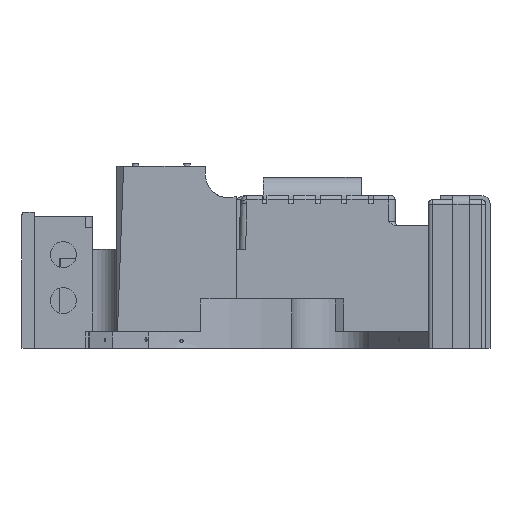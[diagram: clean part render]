
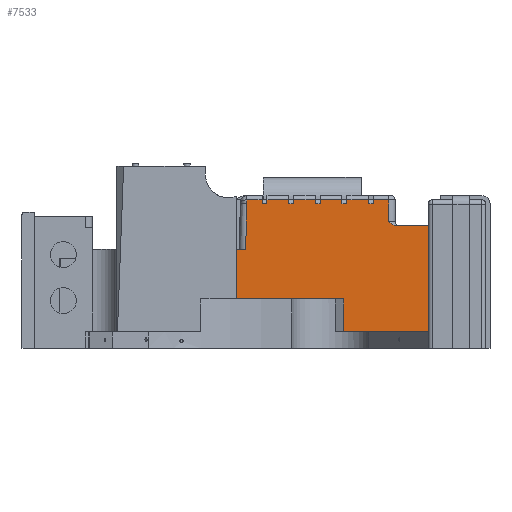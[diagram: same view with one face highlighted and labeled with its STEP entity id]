
A CAD part, front view. The second image highlights one B-rep face of the part: STEP entity #7533.
In plain terms, the highlighted planar face has unit normal (0, -1, 0).
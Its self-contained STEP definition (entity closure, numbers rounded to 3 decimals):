
#74=B_SPLINE_CURVE_WITH_KNOTS('',3,(#11281,#11282,#11283,#11284,#11285,
#11286,#11287,#11288),.UNSPECIFIED.,.F.,.F.,(4,2,2,4),(-0.003,
0.,0.496,0.748),.UNSPECIFIED.);
#279=PLANE('',#8013);
#574=FACE_OUTER_BOUND('',#1005,.T.);
#1005=EDGE_LOOP('',(#5598,#5599,#5600,#5601,#5602,#5603,#5604,#5605,#5606,
#5607,#5608,#5609,#5610,#5611,#5612,#5613,#5614,#5615,#5616,#5617,#5618,
#5619,#5620,#5621,#5622,#5623,#5624,#5625,#5626,#5627,#5628,#5629,#5630));
#1544=LINE('',#11054,#2359);
#1550=LINE('',#11071,#2365);
#1561=LINE('',#11370,#2376);
#1565=LINE('',#11401,#2380);
#1629=LINE('',#12666,#2444);
#1632=LINE('',#12736,#2447);
#1633=LINE('',#12738,#2448);
#1634=LINE('',#12740,#2449);
#1635=LINE('',#12742,#2450);
#1636=LINE('',#12744,#2451);
#1637=LINE('',#12746,#2452);
#1638=LINE('',#12748,#2453);
#1639=LINE('',#12750,#2454);
#1640=LINE('',#12752,#2455);
#1641=LINE('',#12754,#2456);
#1642=LINE('',#12756,#2457);
#1643=LINE('',#12758,#2458);
#1644=LINE('',#12760,#2459);
#1645=LINE('',#12762,#2460);
#1646=LINE('',#12764,#2461);
#1647=LINE('',#12766,#2462);
#1648=LINE('',#12768,#2463);
#1649=LINE('',#12770,#2464);
#1650=LINE('',#12772,#2465);
#1651=LINE('',#12774,#2466);
#1652=LINE('',#12776,#2467);
#1653=LINE('',#12778,#2468);
#1654=LINE('',#12780,#2469);
#1655=LINE('',#12781,#2470);
#1656=LINE('',#12783,#2471);
#1657=LINE('',#12785,#2472);
#1658=LINE('',#12786,#2473);
#2359=VECTOR('',#8829,10.);
#2365=VECTOR('',#8843,10.);
#2376=VECTOR('',#8894,10.);
#2380=VECTOR('',#8900,10.);
#2444=VECTOR('',#8992,10.);
#2447=VECTOR('',#9003,10.);
#2448=VECTOR('',#9004,10.);
#2449=VECTOR('',#9005,10.);
#2450=VECTOR('',#9006,10.);
#2451=VECTOR('',#9007,10.);
#2452=VECTOR('',#9008,10.);
#2453=VECTOR('',#9009,10.);
#2454=VECTOR('',#9010,10.);
#2455=VECTOR('',#9011,10.);
#2456=VECTOR('',#9012,10.);
#2457=VECTOR('',#9013,10.);
#2458=VECTOR('',#9014,10.);
#2459=VECTOR('',#9015,10.);
#2460=VECTOR('',#9016,10.);
#2461=VECTOR('',#9017,10.);
#2462=VECTOR('',#9018,10.);
#2463=VECTOR('',#9019,10.);
#2464=VECTOR('',#9020,10.);
#2465=VECTOR('',#9021,10.);
#2466=VECTOR('',#9022,10.);
#2467=VECTOR('',#9023,10.);
#2468=VECTOR('',#9024,10.);
#2469=VECTOR('',#9025,10.);
#2470=VECTOR('',#9026,10.);
#2471=VECTOR('',#9027,10.);
#2472=VECTOR('',#9028,10.);
#2473=VECTOR('',#9029,10.);
#3387=VERTEX_POINT('',#11051);
#3388=VERTEX_POINT('',#11053);
#3395=VERTEX_POINT('',#11069);
#3418=VERTEX_POINT('',#11279);
#3419=VERTEX_POINT('',#11280);
#3423=VERTEX_POINT('',#11369);
#3427=VERTEX_POINT('',#11390);
#3510=VERTEX_POINT('',#12664);
#3513=VERTEX_POINT('',#12735);
#3514=VERTEX_POINT('',#12737);
#3515=VERTEX_POINT('',#12739);
#3516=VERTEX_POINT('',#12741);
#3517=VERTEX_POINT('',#12743);
#3518=VERTEX_POINT('',#12745);
#3519=VERTEX_POINT('',#12747);
#3520=VERTEX_POINT('',#12749);
#3521=VERTEX_POINT('',#12751);
#3522=VERTEX_POINT('',#12753);
#3523=VERTEX_POINT('',#12755);
#3524=VERTEX_POINT('',#12757);
#3525=VERTEX_POINT('',#12759);
#3526=VERTEX_POINT('',#12761);
#3527=VERTEX_POINT('',#12763);
#3528=VERTEX_POINT('',#12765);
#3529=VERTEX_POINT('',#12767);
#3530=VERTEX_POINT('',#12769);
#3531=VERTEX_POINT('',#12771);
#3532=VERTEX_POINT('',#12773);
#3533=VERTEX_POINT('',#12775);
#3534=VERTEX_POINT('',#12777);
#3535=VERTEX_POINT('',#12779);
#3536=VERTEX_POINT('',#12782);
#3537=VERTEX_POINT('',#12784);
#4172=EDGE_CURVE('',#3388,#3387,#1544,.T.);
#4181=EDGE_CURVE('',#3395,#3387,#1550,.T.);
#4210=EDGE_CURVE('',#3418,#3419,#74,.T.);
#4219=EDGE_CURVE('',#3423,#3419,#1561,.T.);
#4225=EDGE_CURVE('',#3427,#3418,#1565,.T.);
#4320=EDGE_CURVE('',#3510,#3427,#1629,.T.);
#4326=EDGE_CURVE('',#3513,#3510,#1632,.T.);
#4327=EDGE_CURVE('',#3514,#3513,#1633,.T.);
#4328=EDGE_CURVE('',#3514,#3515,#1634,.T.);
#4329=EDGE_CURVE('',#3516,#3515,#1635,.T.);
#4330=EDGE_CURVE('',#3517,#3516,#1636,.T.);
#4331=EDGE_CURVE('',#3518,#3517,#1637,.T.);
#4332=EDGE_CURVE('',#3518,#3519,#1638,.T.);
#4333=EDGE_CURVE('',#3520,#3519,#1639,.T.);
#4334=EDGE_CURVE('',#3521,#3520,#1640,.T.);
#4335=EDGE_CURVE('',#3522,#3521,#1641,.T.);
#4336=EDGE_CURVE('',#3522,#3523,#1642,.T.);
#4337=EDGE_CURVE('',#3524,#3523,#1643,.T.);
#4338=EDGE_CURVE('',#3525,#3524,#1644,.T.);
#4339=EDGE_CURVE('',#3526,#3525,#1645,.T.);
#4340=EDGE_CURVE('',#3526,#3527,#1646,.T.);
#4341=EDGE_CURVE('',#3528,#3527,#1647,.T.);
#4342=EDGE_CURVE('',#3529,#3528,#1648,.T.);
#4343=EDGE_CURVE('',#3530,#3529,#1649,.T.);
#4344=EDGE_CURVE('',#3530,#3531,#1650,.T.);
#4345=EDGE_CURVE('',#3532,#3531,#1651,.T.);
#4346=EDGE_CURVE('',#3533,#3532,#1652,.T.);
#4347=EDGE_CURVE('',#3534,#3533,#1653,.T.);
#4348=EDGE_CURVE('',#3535,#3534,#1654,.T.);
#4349=EDGE_CURVE('',#3388,#3535,#1655,.T.);
#4350=EDGE_CURVE('',#3536,#3395,#1656,.T.);
#4351=EDGE_CURVE('',#3536,#3537,#1657,.T.);
#4352=EDGE_CURVE('',#3537,#3423,#1658,.T.);
#5598=ORIENTED_EDGE('',*,*,#4320,.F.);
#5599=ORIENTED_EDGE('',*,*,#4326,.F.);
#5600=ORIENTED_EDGE('',*,*,#4327,.F.);
#5601=ORIENTED_EDGE('',*,*,#4328,.T.);
#5602=ORIENTED_EDGE('',*,*,#4329,.F.);
#5603=ORIENTED_EDGE('',*,*,#4330,.F.);
#5604=ORIENTED_EDGE('',*,*,#4331,.F.);
#5605=ORIENTED_EDGE('',*,*,#4332,.T.);
#5606=ORIENTED_EDGE('',*,*,#4333,.F.);
#5607=ORIENTED_EDGE('',*,*,#4334,.F.);
#5608=ORIENTED_EDGE('',*,*,#4335,.F.);
#5609=ORIENTED_EDGE('',*,*,#4336,.T.);
#5610=ORIENTED_EDGE('',*,*,#4337,.F.);
#5611=ORIENTED_EDGE('',*,*,#4338,.F.);
#5612=ORIENTED_EDGE('',*,*,#4339,.F.);
#5613=ORIENTED_EDGE('',*,*,#4340,.T.);
#5614=ORIENTED_EDGE('',*,*,#4341,.F.);
#5615=ORIENTED_EDGE('',*,*,#4342,.F.);
#5616=ORIENTED_EDGE('',*,*,#4343,.F.);
#5617=ORIENTED_EDGE('',*,*,#4344,.T.);
#5618=ORIENTED_EDGE('',*,*,#4345,.F.);
#5619=ORIENTED_EDGE('',*,*,#4346,.F.);
#5620=ORIENTED_EDGE('',*,*,#4347,.F.);
#5621=ORIENTED_EDGE('',*,*,#4348,.F.);
#5622=ORIENTED_EDGE('',*,*,#4349,.F.);
#5623=ORIENTED_EDGE('',*,*,#4172,.T.);
#5624=ORIENTED_EDGE('',*,*,#4181,.F.);
#5625=ORIENTED_EDGE('',*,*,#4350,.F.);
#5626=ORIENTED_EDGE('',*,*,#4351,.T.);
#5627=ORIENTED_EDGE('',*,*,#4352,.T.);
#5628=ORIENTED_EDGE('',*,*,#4219,.T.);
#5629=ORIENTED_EDGE('',*,*,#4210,.F.);
#5630=ORIENTED_EDGE('',*,*,#4225,.F.);
#7533=ADVANCED_FACE('',(#574),#279,.T.);
#8013=AXIS2_PLACEMENT_3D('',#12734,#9001,#9002);
#8829=DIRECTION('',(0.,0.,-1.));
#8843=DIRECTION('',(-1.,0.,0.));
#8894=DIRECTION('',(-1.,0.,0.));
#8900=DIRECTION('',(0.,0.,-1.));
#8992=DIRECTION('',(1.,0.,0.));
#9001=DIRECTION('center_axis',(0.,-1.,0.));
#9002=DIRECTION('ref_axis',(1.,0.,0.));
#9003=DIRECTION('',(0.,0.,1.));
#9004=DIRECTION('',(1.,0.,0.));
#9005=DIRECTION('',(0.,0.,1.));
#9006=DIRECTION('',(1.,0.,0.));
#9007=DIRECTION('',(0.,0.,1.));
#9008=DIRECTION('',(1.,0.,0.));
#9009=DIRECTION('',(0.,0.,1.));
#9010=DIRECTION('',(1.,0.,0.));
#9011=DIRECTION('',(0.,0.,1.));
#9012=DIRECTION('',(1.,0.,0.));
#9013=DIRECTION('',(0.,0.,1.));
#9014=DIRECTION('',(1.,0.,0.));
#9015=DIRECTION('',(0.,0.,1.));
#9016=DIRECTION('',(1.,0.,0.));
#9017=DIRECTION('',(0.,0.,1.));
#9018=DIRECTION('',(1.,0.,0.));
#9019=DIRECTION('',(0.,0.,1.));
#9020=DIRECTION('',(1.,0.,0.));
#9021=DIRECTION('',(0.,0.,1.));
#9022=DIRECTION('',(1.,0.,0.));
#9023=DIRECTION('',(0.,0.,1.));
#9024=DIRECTION('',(-1.,0.,0.));
#9025=DIRECTION('',(0.027,0.,1.));
#9026=DIRECTION('',(1.,0.,0.));
#9027=DIRECTION('',(0.,0.,1.));
#9028=DIRECTION('',(1.,0.,0.));
#9029=DIRECTION('',(0.,0.,1.));
#11051=CARTESIAN_POINT('',(-30.018,330.3,38.1));
#11053=CARTESIAN_POINT('',(-30.018,330.3,76.2));
#11054=CARTESIAN_POINT('',(-30.018,330.3,38.098));
#11069=CARTESIAN_POINT('',(52.476,330.3,38.1));
#11071=CARTESIAN_POINT('',(117.576,330.3,38.1));
#11279=CARTESIAN_POINT('',(87.18,330.3,97.6));
#11280=CARTESIAN_POINT('',(93.677,330.3,94.4));
#11281=CARTESIAN_POINT('Ctrl Pts',(87.18,330.3,97.6));
#11282=CARTESIAN_POINT('Ctrl Pts',(87.189,330.3,97.593));
#11283=CARTESIAN_POINT('Ctrl Pts',(87.197,330.3,97.586));
#11284=CARTESIAN_POINT('Ctrl Pts',(88.487,330.3,96.533));
#11285=CARTESIAN_POINT('Ctrl Pts',(89.977,330.3,95.36));
#11286=CARTESIAN_POINT('Ctrl Pts',(92.483,330.3,94.475));
#11287=CARTESIAN_POINT('Ctrl Pts',(93.163,330.3,94.4));
#11288=CARTESIAN_POINT('Ctrl Pts',(93.677,330.3,94.4));
#11369=CARTESIAN_POINT('',(117.576,330.3,94.4));
#11370=CARTESIAN_POINT('',(85.628,330.3,94.4));
#11390=CARTESIAN_POINT('',(87.18,330.3,114.3));
#11401=CARTESIAN_POINT('',(87.18,330.3,57.15));
#12664=CARTESIAN_POINT('',(75.48,330.3,114.3));
#12666=CARTESIAN_POINT('',(88.003,330.3,114.3));
#12734=CARTESIAN_POINT('Origin',(92.176,330.3,0.));
#12735=CARTESIAN_POINT('',(75.48,330.3,111.3));
#12736=CARTESIAN_POINT('',(75.48,330.3,114.3));
#12737=CARTESIAN_POINT('',(71.68,330.3,111.3));
#12738=CARTESIAN_POINT('',(1.314,330.3,111.3));
#12739=CARTESIAN_POINT('',(71.68,330.3,114.3));
#12740=CARTESIAN_POINT('',(71.68,330.3,114.3));
#12741=CARTESIAN_POINT('',(54.98,330.3,114.3));
#12742=CARTESIAN_POINT('',(59.155,330.3,114.3));
#12743=CARTESIAN_POINT('',(54.98,330.3,111.3));
#12744=CARTESIAN_POINT('',(54.98,330.3,114.3));
#12745=CARTESIAN_POINT('',(51.18,330.3,111.3));
#12746=CARTESIAN_POINT('',(1.314,330.3,111.3));
#12747=CARTESIAN_POINT('',(51.18,330.3,114.3));
#12748=CARTESIAN_POINT('',(51.18,330.3,114.3));
#12749=CARTESIAN_POINT('',(34.48,330.3,114.3));
#12750=CARTESIAN_POINT('',(38.655,330.3,114.3));
#12751=CARTESIAN_POINT('',(34.48,330.3,111.3));
#12752=CARTESIAN_POINT('',(34.48,330.3,114.3));
#12753=CARTESIAN_POINT('',(30.68,330.3,111.3));
#12754=CARTESIAN_POINT('',(1.314,330.3,111.3));
#12755=CARTESIAN_POINT('',(30.68,330.3,114.3));
#12756=CARTESIAN_POINT('',(30.68,330.3,114.3));
#12757=CARTESIAN_POINT('',(13.98,330.3,114.3));
#12758=CARTESIAN_POINT('',(18.155,330.3,114.3));
#12759=CARTESIAN_POINT('',(13.98,330.3,111.3));
#12760=CARTESIAN_POINT('',(13.98,330.3,114.3));
#12761=CARTESIAN_POINT('',(10.18,330.3,111.3));
#12762=CARTESIAN_POINT('',(1.314,330.3,111.3));
#12763=CARTESIAN_POINT('',(10.18,330.3,114.3));
#12764=CARTESIAN_POINT('',(10.18,330.3,114.3));
#12765=CARTESIAN_POINT('',(-6.52,330.3,114.3));
#12766=CARTESIAN_POINT('',(-2.345,330.3,114.3));
#12767=CARTESIAN_POINT('',(-6.52,330.3,111.3));
#12768=CARTESIAN_POINT('',(-6.52,330.3,114.3));
#12769=CARTESIAN_POINT('',(-10.32,330.3,111.3));
#12770=CARTESIAN_POINT('',(1.314,330.3,111.3));
#12771=CARTESIAN_POINT('',(-10.32,330.3,114.3));
#12772=CARTESIAN_POINT('',(-10.32,330.3,114.3));
#12773=CARTESIAN_POINT('',(-22.02,330.3,114.3));
#12774=CARTESIAN_POINT('',(-22.845,330.3,114.3));
#12775=CARTESIAN_POINT('',(-22.02,330.3,111.3));
#12776=CARTESIAN_POINT('',(-22.02,330.3,57.15));
#12777=CARTESIAN_POINT('',(-22.,330.3,111.3));
#12778=CARTESIAN_POINT('',(-10.32,330.3,111.3));
#12779=CARTESIAN_POINT('',(-22.951,330.3,76.2));
#12780=CARTESIAN_POINT('',(-22.951,330.3,76.2));
#12781=CARTESIAN_POINT('',(-27.68,330.3,76.2));
#12782=CARTESIAN_POINT('',(52.476,330.3,12.7));
#12783=CARTESIAN_POINT('',(52.476,330.3,34.125));
#12784=CARTESIAN_POINT('',(117.576,330.3,12.7));
#12785=CARTESIAN_POINT('',(39.007,330.3,12.7));
#12786=CARTESIAN_POINT('',(117.576,330.3,0.));
